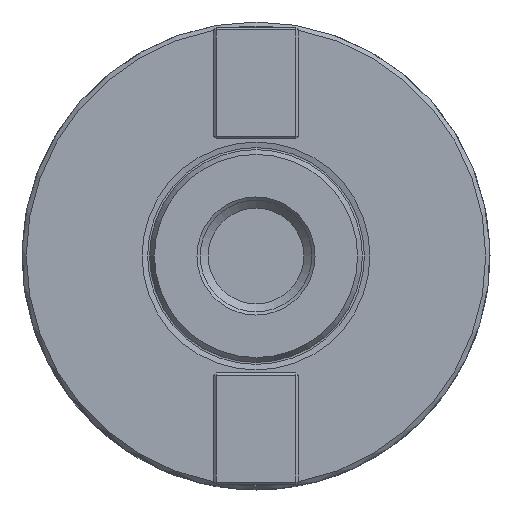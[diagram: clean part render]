
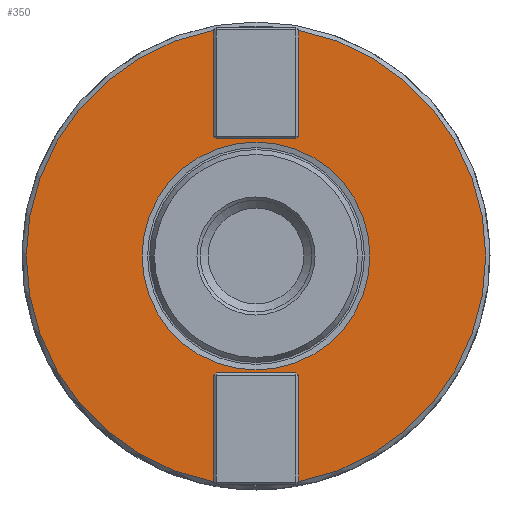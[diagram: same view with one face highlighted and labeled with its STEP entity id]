
A CAD part, left-side view. The second image highlights one B-rep face of the part: STEP entity #350.
In plain terms, the highlighted planar face has unit normal (-1, 0, 0).
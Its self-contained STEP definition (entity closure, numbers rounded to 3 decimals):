
#242=FACE_BOUND('',#683,.T.);
#243=FACE_BOUND('',#684,.T.);
#350=ADVANCED_FACE('',(#242,#243),#433,.F.);
#433=PLANE('',#2483);
#683=EDGE_LOOP('',(#1434));
#684=EDGE_LOOP('',(#1435,#1436,#1437,#1438,#1439,#1440,#1441,#1442,#1443,
#1444,#1445,#1446));
#818=LINE('',#4361,#952);
#819=LINE('',#4364,#953);
#820=LINE('',#4368,#954);
#821=LINE('',#4370,#955);
#822=LINE('',#4372,#956);
#823=LINE('',#4374,#957);
#824=LINE('',#4376,#958);
#825=LINE('',#4380,#959);
#826=LINE('',#4382,#960);
#827=LINE('',#4384,#961);
#952=VECTOR('',#2948,1.);
#953=VECTOR('',#2949,1.);
#954=VECTOR('',#2952,1.);
#955=VECTOR('',#2953,1.);
#956=VECTOR('',#2954,1.);
#957=VECTOR('',#2955,1.);
#958=VECTOR('',#2956,1.);
#959=VECTOR('',#2959,1.);
#960=VECTOR('',#2960,1.);
#961=VECTOR('',#2961,1.);
#1434=ORIENTED_EDGE('',*,*,#2115,.T.);
#1435=ORIENTED_EDGE('',*,*,#2116,.F.);
#1436=ORIENTED_EDGE('',*,*,#2117,.F.);
#1437=ORIENTED_EDGE('',*,*,#2118,.F.);
#1438=ORIENTED_EDGE('',*,*,#2119,.T.);
#1439=ORIENTED_EDGE('',*,*,#2120,.T.);
#1440=ORIENTED_EDGE('',*,*,#2121,.T.);
#1441=ORIENTED_EDGE('',*,*,#2122,.T.);
#1442=ORIENTED_EDGE('',*,*,#2123,.T.);
#1443=ORIENTED_EDGE('',*,*,#2124,.F.);
#1444=ORIENTED_EDGE('',*,*,#2125,.F.);
#1445=ORIENTED_EDGE('',*,*,#2126,.F.);
#1446=ORIENTED_EDGE('',*,*,#2127,.F.);
#1833=VERTEX_POINT('',#4359);
#1834=VERTEX_POINT('',#4362);
#1835=VERTEX_POINT('',#4363);
#1836=VERTEX_POINT('',#4365);
#1837=VERTEX_POINT('',#4367);
#1838=VERTEX_POINT('',#4369);
#1839=VERTEX_POINT('',#4371);
#1840=VERTEX_POINT('',#4373);
#1841=VERTEX_POINT('',#4375);
#1842=VERTEX_POINT('',#4377);
#1843=VERTEX_POINT('',#4379);
#1844=VERTEX_POINT('',#4381);
#1845=VERTEX_POINT('',#4383);
#2115=EDGE_CURVE('',#1833,#1833,#2289,.T.);
#2116=EDGE_CURVE('',#1834,#1835,#818,.T.);
#2117=EDGE_CURVE('',#1836,#1834,#819,.T.);
#2118=EDGE_CURVE('',#1837,#1836,#2290,.T.);
#2119=EDGE_CURVE('',#1837,#1838,#820,.T.);
#2120=EDGE_CURVE('',#1838,#1839,#821,.T.);
#2121=EDGE_CURVE('',#1839,#1840,#822,.T.);
#2122=EDGE_CURVE('',#1840,#1841,#823,.T.);
#2123=EDGE_CURVE('',#1841,#1842,#824,.T.);
#2124=EDGE_CURVE('',#1843,#1842,#2291,.T.);
#2125=EDGE_CURVE('',#1844,#1843,#825,.T.);
#2126=EDGE_CURVE('',#1845,#1844,#826,.T.);
#2127=EDGE_CURVE('',#1835,#1845,#827,.T.);
#2289=CIRCLE('',#2479,21.435);
#2290=CIRCLE('',#2481,43.2);
#2291=CIRCLE('',#2482,43.2);
#2479=AXIS2_PLACEMENT_3D('',#4358,#2944,#2945);
#2481=AXIS2_PLACEMENT_3D('',#4366,#2950,#2951);
#2482=AXIS2_PLACEMENT_3D('',#4378,#2957,#2958);
#2483=AXIS2_PLACEMENT_3D('',#4385,#2962,#2963);
#2944=DIRECTION('',(1.,0.,0.));
#2945=DIRECTION('',(0.,0.,1.));
#2948=DIRECTION('',(0.,-0.707,-0.707));
#2949=DIRECTION('',(0.,0.,-1.));
#2950=DIRECTION('',(1.,0.,0.));
#2951=DIRECTION('',(0.,0.,1.));
#2952=DIRECTION('',(0.,0.,1.));
#2953=DIRECTION('',(0.,-0.707,0.707));
#2954=DIRECTION('',(0.,-1.,0.));
#2955=DIRECTION('',(0.,-0.707,-0.707));
#2956=DIRECTION('',(0.,0.,-1.));
#2957=DIRECTION('',(1.,0.,0.));
#2958=DIRECTION('',(0.,0.,1.));
#2959=DIRECTION('',(0.,0.,1.));
#2960=DIRECTION('',(0.,-0.707,0.707));
#2961=DIRECTION('',(0.,-1.,0.));
#2962=DIRECTION('',(1.,0.,0.));
#2963=DIRECTION('',(0.,0.,-1.));
#4358=CARTESIAN_POINT('',(27.,0.,0.));
#4359=CARTESIAN_POINT('',(27.,0.,21.435));
#4361=CARTESIAN_POINT('',(27.,14.35,28.85));
#4362=CARTESIAN_POINT('',(27.,8.,22.5));
#4363=CARTESIAN_POINT('',(27.,7.5,22.));
#4364=CARTESIAN_POINT('',(27.,8.,0.));
#4365=CARTESIAN_POINT('',(27.,8.,42.453));
#4366=CARTESIAN_POINT('',(27.,0.,0.));
#4367=CARTESIAN_POINT('',(27.,8.,-42.453));
#4368=CARTESIAN_POINT('',(27.,8.,0.));
#4369=CARTESIAN_POINT('',(27.,8.,-22.5));
#4370=CARTESIAN_POINT('',(27.,14.35,-28.85));
#4371=CARTESIAN_POINT('',(27.,7.5,-22.));
#4372=CARTESIAN_POINT('',(27.,43.2,-22.));
#4373=CARTESIAN_POINT('',(27.,-7.5,-22.));
#4374=CARTESIAN_POINT('',(27.,28.85,14.35));
#4375=CARTESIAN_POINT('',(27.,-8.,-22.5));
#4376=CARTESIAN_POINT('',(27.,-8.,0.));
#4377=CARTESIAN_POINT('',(27.,-8.,-42.453));
#4378=CARTESIAN_POINT('',(27.,0.,0.));
#4379=CARTESIAN_POINT('',(27.,-8.,42.453));
#4380=CARTESIAN_POINT('',(27.,-8.,0.));
#4381=CARTESIAN_POINT('',(27.,-8.,22.5));
#4382=CARTESIAN_POINT('',(27.,28.85,-14.35));
#4383=CARTESIAN_POINT('',(27.,-7.5,22.));
#4384=CARTESIAN_POINT('',(27.,43.2,22.));
#4385=CARTESIAN_POINT('',(27.,43.2,0.));
